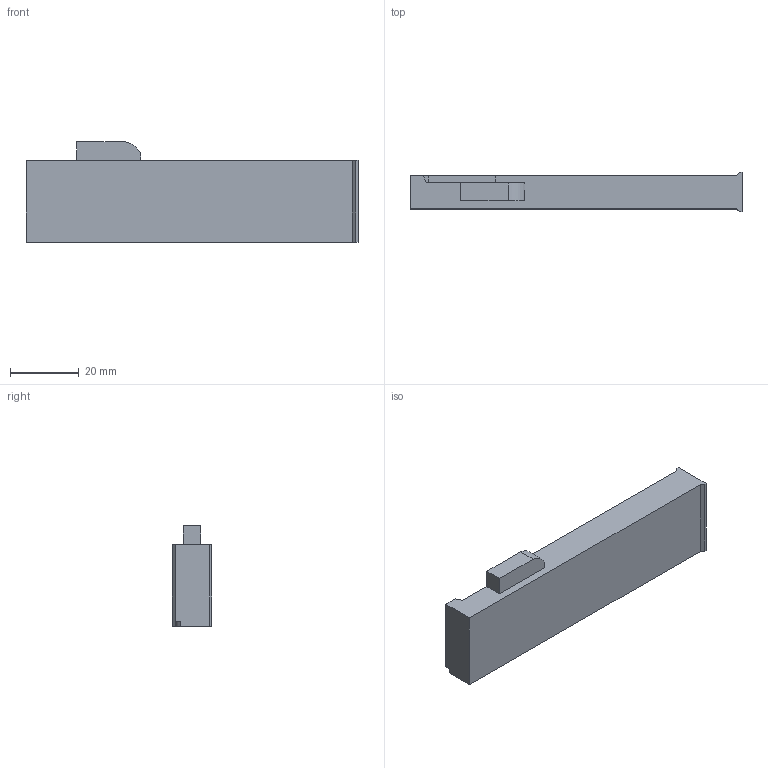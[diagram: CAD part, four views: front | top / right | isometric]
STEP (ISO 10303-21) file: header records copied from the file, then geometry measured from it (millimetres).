
FILE_DESCRIPTION (( 'STEP AP214' ), '1' );
FILE_NAME ('狻累狟裔羞2.STEP', '2025-04-13T13:14:47', ( '' ), ( '' ), 'SwSTEP 2.0', 'SolidWorks 2024', '' );
FILE_SCHEMA (( 'AUTOMOTIVE_DESIGN' ));
Length unit declared in the file: millimetre
Products named in the file (1): 药仓下盖槽2
Bounding box: 96.5 x 11.5 x 29.25 mm (x, y, z)
Volume: 6461.3 mm3; surface area: 11552.5 mm2
Topology: 1 solids, 1 shells, 29 faces, 81 edges, 54 vertices
Faces by surface type: plane 27, bspline 2
Entity records: 946 total; most frequent: CARTESIAN_POINT 183, ORIENTED_EDGE 162, DIRECTION 133, EDGE_CURVE 81, LINE 77, VECTOR 77, VERTEX_POINT 54, EDGE_LOOP 31
